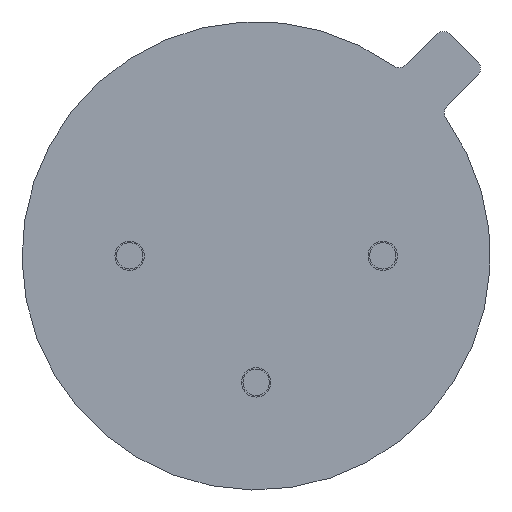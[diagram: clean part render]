
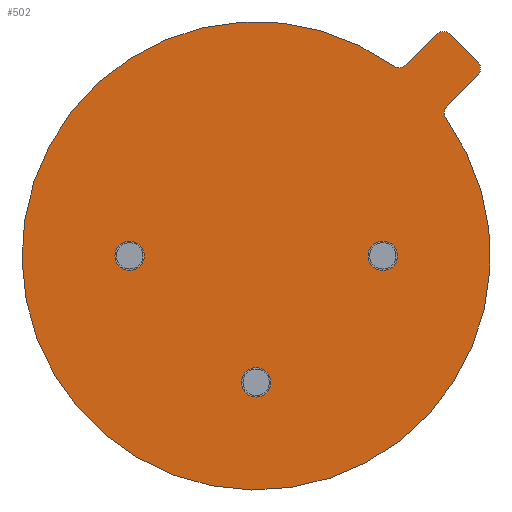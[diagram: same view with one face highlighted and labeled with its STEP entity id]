
A CAD part, front view. The second image highlights one B-rep face of the part: STEP entity #502.
In plain terms, the highlighted planar face has unit normal (0, -1, 0).
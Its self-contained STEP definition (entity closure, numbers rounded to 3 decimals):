
#17=FACE_BOUND('',#151,.T.);
#18=FACE_BOUND('',#152,.T.);
#19=FACE_BOUND('',#153,.T.);
#44=LINE('',#887,#69);
#45=LINE('',#890,#70);
#46=LINE('',#894,#71);
#69=VECTOR('',#723,1000.);
#70=VECTOR('',#726,1000.);
#71=VECTOR('',#729,1000.);
#113=FACE_OUTER_BOUND('',#150,.T.);
#150=EDGE_LOOP('',(#385,#386,#387,#388,#389,#390,#391,#392));
#151=EDGE_LOOP('',(#393));
#152=EDGE_LOOP('',(#394));
#153=EDGE_LOOP('',(#395));
#188=CIRCLE('',#555,0.2);
#196=CIRCLE('',#569,0.295);
#198=CIRCLE('',#572,0.295);
#200=CIRCLE('',#575,0.295);
#201=CIRCLE('',#577,4.7);
#204=CIRCLE('',#582,0.2);
#205=CIRCLE('',#583,0.2);
#206=CIRCLE('',#584,0.2);
#228=VERTEX_POINT('',#827);
#229=VERTEX_POINT('',#829);
#236=VERTEX_POINT('',#855);
#238=VERTEX_POINT('',#861);
#240=VERTEX_POINT('',#867);
#241=VERTEX_POINT('',#871);
#246=VERTEX_POINT('',#885);
#247=VERTEX_POINT('',#886);
#248=VERTEX_POINT('',#888);
#249=VERTEX_POINT('',#891);
#250=VERTEX_POINT('',#893);
#271=EDGE_CURVE('',#229,#228,#188,.T.);
#285=EDGE_CURVE('',#236,#236,#196,.T.);
#288=EDGE_CURVE('',#238,#238,#198,.T.);
#291=EDGE_CURVE('',#240,#240,#200,.T.);
#293=EDGE_CURVE('',#241,#228,#201,.T.);
#299=EDGE_CURVE('',#246,#247,#44,.T.);
#300=EDGE_CURVE('',#246,#248,#204,.T.);
#301=EDGE_CURVE('',#229,#248,#45,.T.);
#302=EDGE_CURVE('',#241,#249,#205,.T.);
#303=EDGE_CURVE('',#250,#249,#46,.T.);
#304=EDGE_CURVE('',#250,#247,#206,.T.);
#385=ORIENTED_EDGE('',*,*,#299,.F.);
#386=ORIENTED_EDGE('',*,*,#300,.T.);
#387=ORIENTED_EDGE('',*,*,#301,.F.);
#388=ORIENTED_EDGE('',*,*,#271,.T.);
#389=ORIENTED_EDGE('',*,*,#293,.F.);
#390=ORIENTED_EDGE('',*,*,#302,.T.);
#391=ORIENTED_EDGE('',*,*,#303,.F.);
#392=ORIENTED_EDGE('',*,*,#304,.T.);
#393=ORIENTED_EDGE('',*,*,#291,.T.);
#394=ORIENTED_EDGE('',*,*,#285,.T.);
#395=ORIENTED_EDGE('',*,*,#288,.T.);
#459=PLANE('',#581);
#502=ADVANCED_FACE('',(#113,#17,#18,#19),#459,.F.);
#555=AXIS2_PLACEMENT_3D('',#830,#657,#658);
#569=AXIS2_PLACEMENT_3D('',#857,#691,#692);
#572=AXIS2_PLACEMENT_3D('',#863,#698,#699);
#575=AXIS2_PLACEMENT_3D('',#869,#705,#706);
#577=AXIS2_PLACEMENT_3D('',#873,#710,#711);
#581=AXIS2_PLACEMENT_3D('',#884,#721,#722);
#582=AXIS2_PLACEMENT_3D('',#889,#724,#725);
#583=AXIS2_PLACEMENT_3D('',#892,#727,#728);
#584=AXIS2_PLACEMENT_3D('',#895,#730,#731);
#657=DIRECTION('center_axis',(0.,1.,0.));
#658=DIRECTION('ref_axis',(0.,0.,1.));
#691=DIRECTION('center_axis',(0.,1.,0.));
#692=DIRECTION('ref_axis',(0.,0.,1.));
#698=DIRECTION('center_axis',(0.,1.,0.));
#699=DIRECTION('ref_axis',(0.,0.,1.));
#705=DIRECTION('center_axis',(0.,1.,0.));
#706=DIRECTION('ref_axis',(0.,0.,1.));
#710=DIRECTION('center_axis',(0.,1.,0.));
#711=DIRECTION('ref_axis',(0.,0.,1.));
#721=DIRECTION('center_axis',(0.,1.,0.));
#722=DIRECTION('ref_axis',(0.,0.,1.));
#723=DIRECTION('',(0.707,0.,-0.707));
#724=DIRECTION('center_axis',(0.,-1.,0.));
#725=DIRECTION('ref_axis',(0.,0.,1.));
#726=DIRECTION('',(0.707,0.,0.707));
#727=DIRECTION('center_axis',(0.,1.,0.));
#728=DIRECTION('ref_axis',(0.,0.,1.));
#729=DIRECTION('',(-0.707,0.,-0.707));
#730=DIRECTION('center_axis',(0.,-1.,0.));
#731=DIRECTION('ref_axis',(0.,0.,1.));
#827=CARTESIAN_POINT('',(2.749,0.,3.812));
#829=CARTESIAN_POINT('',(3.007,0.,3.833));
#830=CARTESIAN_POINT('Origin',(2.866,0.,3.975));
#855=CARTESIAN_POINT('',(-2.54,0.,0.295));
#857=CARTESIAN_POINT('Origin',(-2.54,0.,0.));
#861=CARTESIAN_POINT('',(2.54,0.,0.295));
#863=CARTESIAN_POINT('Origin',(2.54,0.,0.));
#867=CARTESIAN_POINT('',(0.,0.,-2.245));
#869=CARTESIAN_POINT('Origin',(0.,0.,-2.54));
#871=CARTESIAN_POINT('',(3.812,0.,2.749));
#873=CARTESIAN_POINT('Origin',(0.,0.,0.));
#884=CARTESIAN_POINT('Origin',(0.,0.,0.));
#885=CARTESIAN_POINT('',(3.9,0.,4.443));
#886=CARTESIAN_POINT('',(4.443,0.,3.9));
#887=CARTESIAN_POINT('',(3.759,0.,4.585));
#888=CARTESIAN_POINT('',(3.618,0.,4.443));
#889=CARTESIAN_POINT('Origin',(3.759,0.,4.302));
#890=CARTESIAN_POINT('',(2.885,0.,3.711));
#891=CARTESIAN_POINT('',(3.833,0.,3.007));
#892=CARTESIAN_POINT('Origin',(3.975,0.,2.866));
#893=CARTESIAN_POINT('',(4.443,0.,3.618));
#894=CARTESIAN_POINT('',(3.711,0.,2.885));
#895=CARTESIAN_POINT('Origin',(4.302,0.,3.759));
